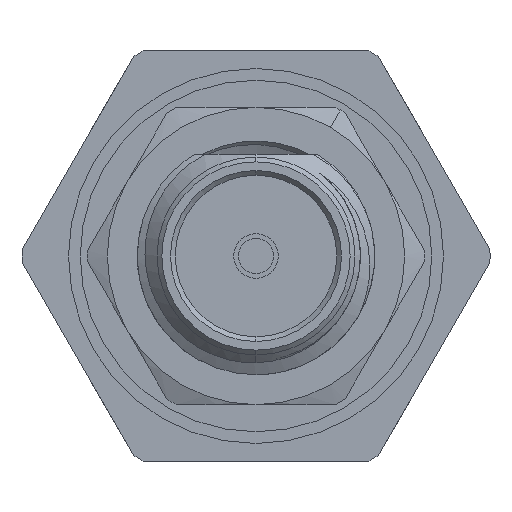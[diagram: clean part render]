
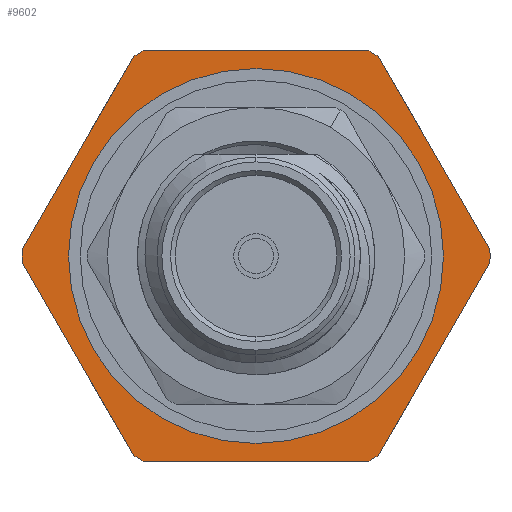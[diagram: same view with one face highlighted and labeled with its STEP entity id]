
A CAD part, left-side view. The second image highlights one B-rep face of the part: STEP entity #9602.
In plain terms, the highlighted planar face has unit normal (-1, 0, 0).
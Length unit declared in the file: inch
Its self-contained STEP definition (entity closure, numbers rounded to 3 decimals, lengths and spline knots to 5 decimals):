
#7 = CARTESIAN_POINT ( 'NONE',  ( 0.41339, 0., 0. ) ) ;
#338 = AXIS2_PLACEMENT_3D ( 'NONE', #344, #10141, #11831 ) ;
#344 = CARTESIAN_POINT ( 'NONE',  ( 0.41339, 0., 0. ) ) ;
#639 = VERTEX_POINT ( 'NONE', #18639 ) ;
#986 = ORIENTED_EDGE ( 'NONE', *, *, #5103, .F. ) ;
#1009 = EDGE_LOOP ( 'NONE', ( #19670, #6746 ) ) ;
#1097 = VERTEX_POINT ( 'NONE', #14721 ) ;
#1222 = EDGE_CURVE ( 'NONE', #20379, #13972, #2297, .T. ) ;
#1509 = AXIS2_PLACEMENT_3D ( 'NONE', #18217, #5172, #16653 ) ;
#1514 = DIRECTION ( 'NONE',  ( 1., 0., 0. ) ) ;
#1605 = DIRECTION ( 'NONE',  ( 0., -0.5, 0.866 ) ) ;
#1721 = CIRCLE ( 'NONE', #18446, 0.24633 ) ;
#1965 = ORIENTED_EDGE ( 'NONE', *, *, #12995, .T. ) ;
#2192 = CARTESIAN_POINT ( 'NONE',  ( 0.41339, 0.125, -0.2165 ) ) ;
#2297 = CIRCLE ( 'NONE', #1509, 0.24633 ) ;
#2382 = DIRECTION ( 'NONE',  ( 1., 0., 0. ) ) ;
#2526 = VERTEX_POINT ( 'NONE', #5335 ) ;
#3079 = DIRECTION ( 'NONE',  ( 1., 0., 0. ) ) ;
#3288 = CARTESIAN_POINT ( 'NONE',  ( 0.41339, 0., -0.19735 ) ) ;
#3572 = DIRECTION ( 'NONE',  ( 0., 0.5, -0.866 ) ) ;
#4578 = DIRECTION ( 'NONE',  ( 0., 0.5, 0.866 ) ) ;
#5103 = EDGE_CURVE ( 'NONE', #5782, #7137, #12783, .T. ) ;
#5172 = DIRECTION ( 'NONE',  ( 1., 0., 0. ) ) ;
#5330 = VECTOR ( 'NONE', #1605, 39.37008 ) ;
#5335 = CARTESIAN_POINT ( 'NONE',  ( 0.41339, 0.1175, 0.2165 ) ) ;
#5519 = CIRCLE ( 'NONE', #338, 0.19735 ) ;
#5782 = VERTEX_POINT ( 'NONE', #21247 ) ;
#5799 = LINE ( 'NONE', #8037, #11716 ) ;
#5870 = FACE_OUTER_BOUND ( 'NONE', #10179, .T. ) ;
#6115 = DIRECTION ( 'NONE',  ( 0., 0., -1. ) ) ;
#6432 = AXIS2_PLACEMENT_3D ( 'NONE', #19422, #3079, #6551 ) ;
#6551 = DIRECTION ( 'NONE',  ( 0., 0., -1. ) ) ;
#6746 = ORIENTED_EDGE ( 'NONE', *, *, #13069, .T. ) ;
#6862 = CARTESIAN_POINT ( 'NONE',  ( 0.41339, -0.24624, -0.00649 ) ) ;
#7071 = CARTESIAN_POINT ( 'NONE',  ( 0.41339, -0.1175, -0.2165 ) ) ;
#7137 = VERTEX_POINT ( 'NONE', #18963 ) ;
#7140 = DIRECTION ( 'NONE',  ( 0., 0., -1. ) ) ;
#7149 = ORIENTED_EDGE ( 'NONE', *, *, #19933, .T. ) ;
#7474 = VECTOR ( 'NONE', #13608, 39.37008 ) ;
#7778 = CARTESIAN_POINT ( 'NONE',  ( 0.41339, -0.125, 0.2165 ) ) ;
#7798 = ORIENTED_EDGE ( 'NONE', *, *, #16101, .T. ) ;
#7823 = EDGE_CURVE ( 'NONE', #20379, #1097, #5799, .T. ) ;
#7850 = DIRECTION ( 'NONE',  ( 0., 1., 0. ) ) ;
#7928 = LINE ( 'NONE', #14390, #11775 ) ;
#8037 = CARTESIAN_POINT ( 'NONE',  ( 0.41339, -0.24999, 0. ) ) ;
#8634 = ORIENTED_EDGE ( 'NONE', *, *, #1222, .F. ) ;
#8867 = VERTEX_POINT ( 'NONE', #16431 ) ;
#9602 = ADVANCED_FACE ( 'NONE', ( #13311, #5870 ), #14446, .T. ) ;
#9714 = DIRECTION ( 'NONE',  ( 0., -0.5, -0.866 ) ) ;
#9778 = DIRECTION ( 'NONE',  ( 1., 0., 0. ) ) ;
#9887 = DIRECTION ( 'NONE',  ( 0., 0., -1. ) ) ;
#9962 = EDGE_CURVE ( 'NONE', #10475, #7137, #7928, .T. ) ;
#10141 = DIRECTION ( 'NONE',  ( 1., 0., 0. ) ) ;
#10179 = EDGE_LOOP ( 'NONE', ( #20427, #1965, #19804, #18426, #986, #7798, #18148, #7149, #8634, #14429, #13277, #14773 ) ) ;
#10262 = VECTOR ( 'NONE', #7850, 39.37008 ) ;
#10326 = CIRCLE ( 'NONE', #21264, 0.24633 ) ;
#10396 = VERTEX_POINT ( 'NONE', #10398 ) ;
#10398 = CARTESIAN_POINT ( 'NONE',  ( 0.41339, 0.24624, 0.00649 ) ) ;
#10475 = VERTEX_POINT ( 'NONE', #19612 ) ;
#11219 = CARTESIAN_POINT ( 'NONE',  ( 0.41339, 0., 0. ) ) ;
#11591 = VERTEX_POINT ( 'NONE', #3288 ) ;
#11672 = AXIS2_PLACEMENT_3D ( 'NONE', #19381, #17812, #9887 ) ;
#11716 = VECTOR ( 'NONE', #4578, 39.37008 ) ;
#11775 = VECTOR ( 'NONE', #9714, 39.37008 ) ;
#11831 = DIRECTION ( 'NONE',  ( 0., 0., -1. ) ) ;
#12629 = CARTESIAN_POINT ( 'NONE',  ( 0.41339, 0.19735, 0. ) ) ;
#12783 = CIRCLE ( 'NONE', #14745, 0.24633 ) ;
#12995 = EDGE_CURVE ( 'NONE', #19954, #10396, #20386, .T. ) ;
#13069 = EDGE_CURVE ( 'NONE', #8867, #11591, #5519, .T. ) ;
#13120 = DIRECTION ( 'NONE',  ( 0., 0., -1. ) ) ;
#13277 = ORIENTED_EDGE ( 'NONE', *, *, #20028, .F. ) ;
#13311 = FACE_BOUND ( 'NONE', #1009, .T. ) ;
#13608 = DIRECTION ( 'NONE',  ( 0., -1., 0. ) ) ;
#13630 = EDGE_CURVE ( 'NONE', #19954, #2526, #15789, .T. ) ;
#13972 = VERTEX_POINT ( 'NONE', #6862 ) ;
#14045 = LINE ( 'NONE', #19579, #5330 ) ;
#14390 = CARTESIAN_POINT ( 'NONE',  ( 0.41339, 0.24999, 0. ) ) ;
#14429 = ORIENTED_EDGE ( 'NONE', *, *, #7823, .T. ) ;
#14446 = PLANE ( 'NONE',  #18202 ) ;
#14470 = CARTESIAN_POINT ( 'NONE',  ( 0.41339, -0.24624, 0.00649 ) ) ;
#14721 = CARTESIAN_POINT ( 'NONE',  ( 0.41339, -0.12874, 0.21001 ) ) ;
#14745 = AXIS2_PLACEMENT_3D ( 'NONE', #20171, #2382, #7140 ) ;
#14773 = ORIENTED_EDGE ( 'NONE', *, *, #19813, .T. ) ;
#14908 = CIRCLE ( 'NONE', #11672, 0.19735 ) ;
#15789 = CIRCLE ( 'NONE', #6432, 0.24633 ) ;
#15854 = CIRCLE ( 'NONE', #19247, 0.24633 ) ;
#16055 = VECTOR ( 'NONE', #3572, 39.37008 ) ;
#16101 = EDGE_CURVE ( 'NONE', #5782, #19152, #16964, .T. ) ;
#16368 = DIRECTION ( 'NONE',  ( 0., 0., -1. ) ) ;
#16431 = CARTESIAN_POINT ( 'NONE',  ( 0.41339, 0., 0.19735 ) ) ;
#16653 = DIRECTION ( 'NONE',  ( 0., 0., -1. ) ) ;
#16793 = CARTESIAN_POINT ( 'NONE',  ( 0.41339, 0.125, 0.2165 ) ) ;
#16953 = EDGE_CURVE ( 'NONE', #10475, #10396, #10326, .T. ) ;
#16964 = LINE ( 'NONE', #2192, #7474 ) ;
#17503 = DIRECTION ( 'NONE',  ( 1., 0., 0. ) ) ;
#17614 = EDGE_CURVE ( 'NONE', #11591, #8867, #14908, .T. ) ;
#17812 = DIRECTION ( 'NONE',  ( 1., 0., 0. ) ) ;
#17914 = LINE ( 'NONE', #7778, #10262 ) ;
#18148 = ORIENTED_EDGE ( 'NONE', *, *, #19997, .F. ) ;
#18202 = AXIS2_PLACEMENT_3D ( 'NONE', #12629, #19231, #20874 ) ;
#18217 = CARTESIAN_POINT ( 'NONE',  ( 0.41339, 0., 0. ) ) ;
#18271 = VERTEX_POINT ( 'NONE', #18657 ) ;
#18426 = ORIENTED_EDGE ( 'NONE', *, *, #9962, .T. ) ;
#18446 = AXIS2_PLACEMENT_3D ( 'NONE', #11219, #9778, #16368 ) ;
#18639 = CARTESIAN_POINT ( 'NONE',  ( 0.41339, -0.12874, -0.21001 ) ) ;
#18657 = CARTESIAN_POINT ( 'NONE',  ( 0.41339, -0.1175, 0.2165 ) ) ;
#18963 = CARTESIAN_POINT ( 'NONE',  ( 0.41339, 0.12874, -0.21001 ) ) ;
#19152 = VERTEX_POINT ( 'NONE', #7071 ) ;
#19231 = DIRECTION ( 'NONE',  ( -1., 0., 0. ) ) ;
#19247 = AXIS2_PLACEMENT_3D ( 'NONE', #7, #1514, #13120 ) ;
#19381 = CARTESIAN_POINT ( 'NONE',  ( 0.41339, 0., 0. ) ) ;
#19422 = CARTESIAN_POINT ( 'NONE',  ( 0.41339, 0., 0. ) ) ;
#19579 = CARTESIAN_POINT ( 'NONE',  ( 0.41339, -0.125, -0.2165 ) ) ;
#19612 = CARTESIAN_POINT ( 'NONE',  ( 0.41339, 0.24624, -0.00649 ) ) ;
#19655 = CARTESIAN_POINT ( 'NONE',  ( 0.41339, 0.12874, 0.21001 ) ) ;
#19670 = ORIENTED_EDGE ( 'NONE', *, *, #17614, .T. ) ;
#19804 = ORIENTED_EDGE ( 'NONE', *, *, #16953, .F. ) ;
#19813 = EDGE_CURVE ( 'NONE', #18271, #2526, #17914, .T. ) ;
#19933 = EDGE_CURVE ( 'NONE', #639, #13972, #14045, .T. ) ;
#19954 = VERTEX_POINT ( 'NONE', #19655 ) ;
#19997 = EDGE_CURVE ( 'NONE', #639, #19152, #15854, .T. ) ;
#20028 = EDGE_CURVE ( 'NONE', #18271, #1097, #1721, .T. ) ;
#20171 = CARTESIAN_POINT ( 'NONE',  ( 0.41339, 0., 0. ) ) ;
#20379 = VERTEX_POINT ( 'NONE', #14470 ) ;
#20386 = LINE ( 'NONE', #16793, #16055 ) ;
#20427 = ORIENTED_EDGE ( 'NONE', *, *, #13630, .F. ) ;
#20643 = CARTESIAN_POINT ( 'NONE',  ( 0.41339, 0., 0. ) ) ;
#20874 = DIRECTION ( 'NONE',  ( 0., 0., 1. ) ) ;
#21247 = CARTESIAN_POINT ( 'NONE',  ( 0.41339, 0.1175, -0.2165 ) ) ;
#21264 = AXIS2_PLACEMENT_3D ( 'NONE', #20643, #17503, #6115 ) ;
